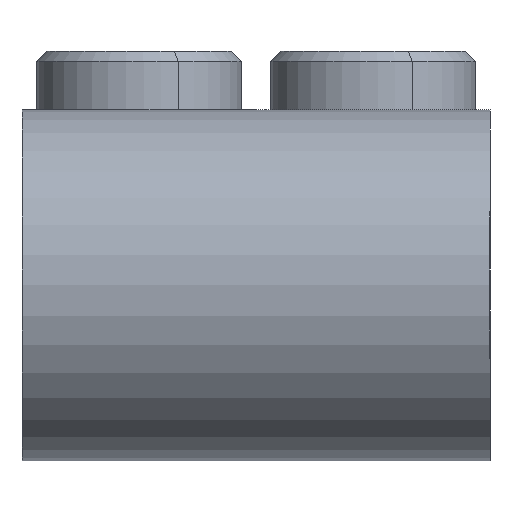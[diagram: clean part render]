
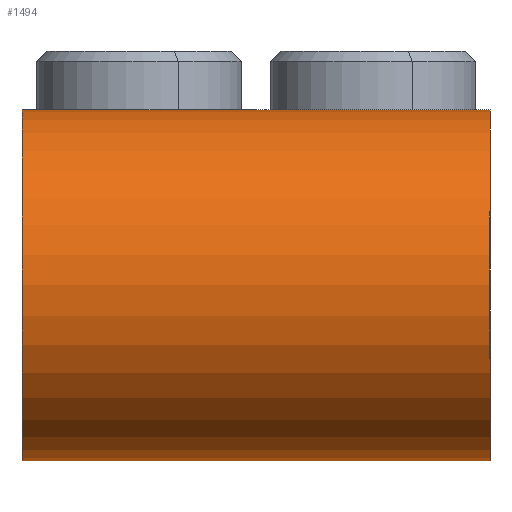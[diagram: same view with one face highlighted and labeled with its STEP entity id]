
A CAD part, left-side view. The second image highlights one B-rep face of the part: STEP entity #1494.
In plain terms, the highlighted cylindrical face has radius 6 mm (diameter 12 mm), a partial arc.
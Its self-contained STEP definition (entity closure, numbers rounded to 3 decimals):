
#61 = DIRECTION ( 'NONE',  ( 0., -1., 0. ) ) ;
#99 = ORIENTED_EDGE ( 'NONE', *, *, #10705, .F. ) ;
#259 = DIRECTION ( 'NONE',  ( 0., -1., 0. ) ) ;
#446 = CARTESIAN_POINT ( 'NONE',  ( 0., 16., -6. ) ) ;
#573 = CARTESIAN_POINT ( 'NONE',  ( 0., 16., 0. ) ) ;
#677 = ORIENTED_EDGE ( 'NONE', *, *, #5416, .T. ) ;
#1036 = FACE_OUTER_BOUND ( 'NONE', #3082, .T. ) ;
#1190 = VERTEX_POINT ( 'NONE', #4745 ) ;
#1494 = ADVANCED_FACE ( 'NONE', ( #1036 ), #10317, .T. ) ;
#2002 = CARTESIAN_POINT ( 'NONE',  ( 0., 0., 0. ) ) ;
#3082 = EDGE_LOOP ( 'NONE', ( #5761, #99, #8041, #677 ) ) ;
#3486 = VERTEX_POINT ( 'NONE', #446 ) ;
#3979 = VERTEX_POINT ( 'NONE', #6205 ) ;
#4234 = DIRECTION ( 'NONE',  ( 0., -1., 0. ) ) ;
#4745 = CARTESIAN_POINT ( 'NONE',  ( 0., 0., -6. ) ) ;
#5259 = VECTOR ( 'NONE', #61, 1000. ) ;
#5294 = EDGE_CURVE ( 'NONE', #3979, #8174, #5796, .T. ) ;
#5416 = EDGE_CURVE ( 'NONE', #1190, #8174, #9178, .T. ) ;
#5761 = ORIENTED_EDGE ( 'NONE', *, *, #5294, .F. ) ;
#5796 = LINE ( 'NONE', #10384, #5259 ) ;
#5959 = AXIS2_PLACEMENT_3D ( 'NONE', #573, #11005, #8308 ) ;
#6205 = CARTESIAN_POINT ( 'NONE',  ( 0., 16., 6. ) ) ;
#6215 = CARTESIAN_POINT ( 'NONE',  ( 0., 8., -6. ) ) ;
#6481 = AXIS2_PLACEMENT_3D ( 'NONE', #2002, #8057, #7105 ) ;
#7105 = DIRECTION ( 'NONE',  ( 0., 0., 1. ) ) ;
#8041 = ORIENTED_EDGE ( 'NONE', *, *, #8929, .T. ) ;
#8057 = DIRECTION ( 'NONE',  ( 0., 1., 0. ) ) ;
#8174 = VERTEX_POINT ( 'NONE', #9796 ) ;
#8308 = DIRECTION ( 'NONE',  ( 0., 0., 1. ) ) ;
#8568 = VECTOR ( 'NONE', #259, 1000. ) ;
#8929 = EDGE_CURVE ( 'NONE', #3486, #1190, #9368, .T. ) ;
#8973 = CIRCLE ( 'NONE', #5959, 6. ) ;
#9178 = CIRCLE ( 'NONE', #6481, 6. ) ;
#9319 = CARTESIAN_POINT ( 'NONE',  ( 0., 8., 0. ) ) ;
#9368 = LINE ( 'NONE', #6215, #8568 ) ;
#9796 = CARTESIAN_POINT ( 'NONE',  ( 0., 0., 6. ) ) ;
#10156 = DIRECTION ( 'NONE',  ( 0., 0., -1. ) ) ;
#10317 = CYLINDRICAL_SURFACE ( 'NONE', #10632, 6. ) ;
#10384 = CARTESIAN_POINT ( 'NONE',  ( 0., 8., 6. ) ) ;
#10632 = AXIS2_PLACEMENT_3D ( 'NONE', #9319, #4234, #10156 ) ;
#10705 = EDGE_CURVE ( 'NONE', #3486, #3979, #8973, .T. ) ;
#11005 = DIRECTION ( 'NONE',  ( 0., 1., 0. ) ) ;
